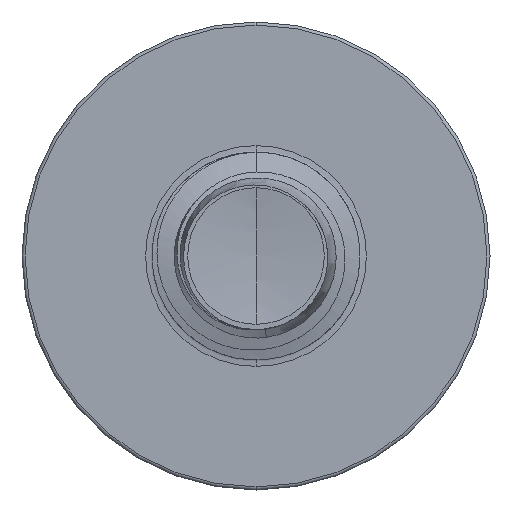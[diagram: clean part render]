
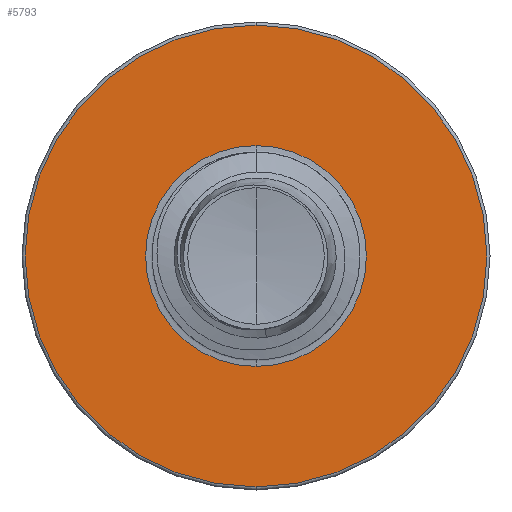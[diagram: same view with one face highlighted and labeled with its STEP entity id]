
A CAD part, front view. The second image highlights one B-rep face of the part: STEP entity #5793.
In plain terms, the highlighted planar face has unit normal (0, -1, 0).
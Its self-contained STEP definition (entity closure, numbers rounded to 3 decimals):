
#63 = EDGE_CURVE ( 'NONE', #4433, #17707, #14046, .T. ) ;
#365 = AXIS2_PLACEMENT_3D ( 'NONE', #16200, #8102, #17558 ) ;
#1413 = DIRECTION ( 'NONE',  ( 0., 1., 0. ) ) ;
#1871 = CARTESIAN_POINT ( 'NONE',  ( 0., 7.5, -3.186 ) ) ;
#1935 = DIRECTION ( 'NONE',  ( 0., 0., 1. ) ) ;
#2688 = DIRECTION ( 'NONE',  ( 0., 1., 0. ) ) ;
#2694 = CIRCLE ( 'NONE', #15652, 6.66 ) ;
#2916 = ORIENTED_EDGE ( 'NONE', *, *, #17241, .F. ) ;
#3289 = VERTEX_POINT ( 'NONE', #13254 ) ;
#3350 = PLANE ( 'NONE',  #9919 ) ;
#4379 = DIRECTION ( 'NONE',  ( 0., 0., 1. ) ) ;
#4433 = VERTEX_POINT ( 'NONE', #9662 ) ;
#5297 = CIRCLE ( 'NONE', #365, 3.186 ) ;
#5516 = CARTESIAN_POINT ( 'NONE',  ( 0., 7.5, 0. ) ) ;
#5540 = EDGE_CURVE ( 'NONE', #17707, #4433, #5297, .T. ) ;
#5793 = ADVANCED_FACE ( 'NONE', ( #8516, #11693 ), #3350, .F. ) ;
#5922 = AXIS2_PLACEMENT_3D ( 'NONE', #9555, #1413, #4379 ) ;
#6041 = CARTESIAN_POINT ( 'NONE',  ( 0., 7.5, -6.66 ) ) ;
#6345 = CARTESIAN_POINT ( 'NONE',  ( 0., 7.5, -3.186 ) ) ;
#6919 = DIRECTION ( 'NONE',  ( 0., 0., 1. ) ) ;
#7358 = VERTEX_POINT ( 'NONE', #6041 ) ;
#8102 = DIRECTION ( 'NONE',  ( 0., 1., 0. ) ) ;
#8239 = EDGE_LOOP ( 'NONE', ( #13863, #16087 ) ) ;
#8516 = FACE_OUTER_BOUND ( 'NONE', #11855, .T. ) ;
#9555 = CARTESIAN_POINT ( 'NONE',  ( 0., 7.5, 0. ) ) ;
#9662 = CARTESIAN_POINT ( 'NONE',  ( 0., 7.5, 3.186 ) ) ;
#9919 = AXIS2_PLACEMENT_3D ( 'NONE', #1871, #10309, #1935 ) ;
#10283 = ORIENTED_EDGE ( 'NONE', *, *, #13896, .F. ) ;
#10309 = DIRECTION ( 'NONE',  ( 0., 1., 0. ) ) ;
#10324 = CIRCLE ( 'NONE', #17344, 6.66 ) ;
#11000 = CARTESIAN_POINT ( 'NONE',  ( 0., 7.5, 0. ) ) ;
#11693 = FACE_BOUND ( 'NONE', #8239, .T. ) ;
#11855 = EDGE_LOOP ( 'NONE', ( #10283, #2916 ) ) ;
#12384 = DIRECTION ( 'NONE',  ( 0., 0., 1. ) ) ;
#13254 = CARTESIAN_POINT ( 'NONE',  ( 0., 7.5, 6.66 ) ) ;
#13863 = ORIENTED_EDGE ( 'NONE', *, *, #63, .T. ) ;
#13896 = EDGE_CURVE ( 'NONE', #3289, #7358, #10324, .T. ) ;
#14046 = CIRCLE ( 'NONE', #5922, 3.186 ) ;
#15022 = DIRECTION ( 'NONE',  ( 0., 1., 0. ) ) ;
#15652 = AXIS2_PLACEMENT_3D ( 'NONE', #5516, #15022, #6919 ) ;
#16087 = ORIENTED_EDGE ( 'NONE', *, *, #5540, .T. ) ;
#16200 = CARTESIAN_POINT ( 'NONE',  ( 0., 7.5, 0. ) ) ;
#17241 = EDGE_CURVE ( 'NONE', #7358, #3289, #2694, .T. ) ;
#17344 = AXIS2_PLACEMENT_3D ( 'NONE', #11000, #2688, #12384 ) ;
#17558 = DIRECTION ( 'NONE',  ( 0., 0., 1. ) ) ;
#17707 = VERTEX_POINT ( 'NONE', #6345 ) ;
